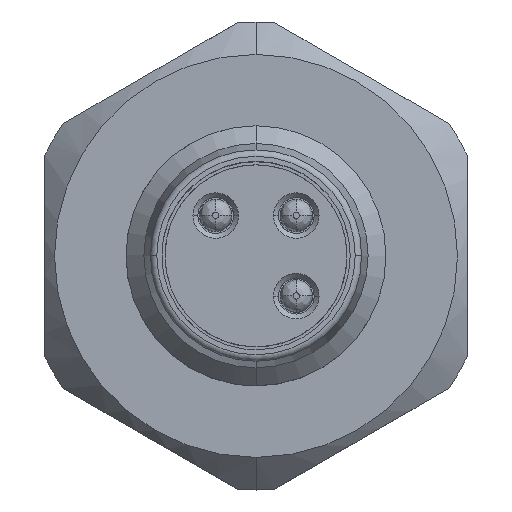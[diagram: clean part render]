
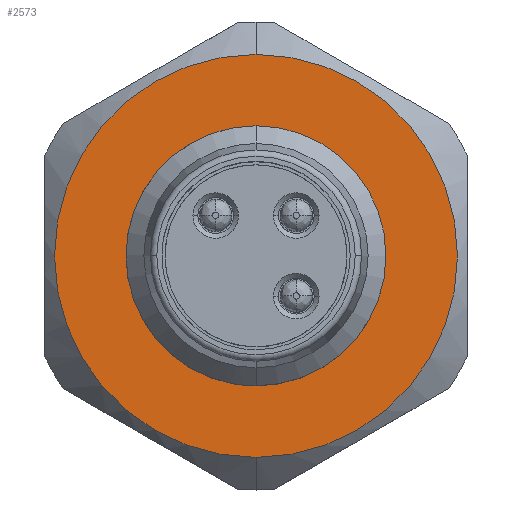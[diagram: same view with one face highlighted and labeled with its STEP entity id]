
A CAD part, top view. The second image highlights one B-rep face of the part: STEP entity #2573.
In plain terms, the highlighted planar face has unit normal (0, 0, 1).
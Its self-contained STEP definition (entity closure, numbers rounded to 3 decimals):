
#2229=AXIS2_PLACEMENT_3D('Circle Axis2P3D',#2227,#2228,$) ;
#2282=AXIS2_PLACEMENT_3D('Circle Axis2P3D',#2280,#2281,$) ;
#2549=AXIS2_PLACEMENT_3D('Plane Axis2P3D',#2546,#2547,#2548) ;
#2557=AXIS2_PLACEMENT_3D('Circle Axis2P3D',#2555,#2556,$) ;
#2566=AXIS2_PLACEMENT_3D('Circle Axis2P3D',#2564,#2565,$) ;
#2224=CARTESIAN_POINT('Vertex',(6.5,13.4,16.)) ;
#2227=CARTESIAN_POINT('Axis2P3D Location',(6.5,7.2,16.)) ;
#2231=CARTESIAN_POINT('Vertex',(6.5,1.,16.)) ;
#2280=CARTESIAN_POINT('Axis2P3D Location',(6.5,7.2,16.)) ;
#2546=CARTESIAN_POINT('Axis2P3D Location',(6.5,12.3,16.)) ;
#2555=CARTESIAN_POINT('Axis2P3D Location',(6.5,7.2,16.)) ;
#2559=CARTESIAN_POINT('Vertex',(6.5,3.2,16.)) ;
#2561=CARTESIAN_POINT('Vertex',(6.5,11.2,16.)) ;
#2564=CARTESIAN_POINT('Axis2P3D Location',(6.5,7.2,16.)) ;
#2228=DIRECTION('Axis2P3D Direction',(0.,0.,-1.)) ;
#2281=DIRECTION('Axis2P3D Direction',(0.,0.,-1.)) ;
#2547=DIRECTION('Axis2P3D Direction',(0.,0.,1.)) ;
#2548=DIRECTION('Axis2P3D XDirection',(-1.,0.,0.)) ;
#2556=DIRECTION('Axis2P3D Direction',(0.,0.,1.)) ;
#2565=DIRECTION('Axis2P3D Direction',(0.,0.,1.)) ;
#2552=ORIENTED_EDGE('',*,*,#2284,.T.) ;
#2553=ORIENTED_EDGE('',*,*,#2233,.T.) ;
#2570=ORIENTED_EDGE('',*,*,#2563,.F.) ;
#2571=ORIENTED_EDGE('',*,*,#2568,.F.) ;
#2572=FACE_BOUND('',#2569,.T.) ;
#2573=ADVANCED_FACE('V1',(#2554,#2572),#2550,.T.) ;
#2230=CIRCLE('generated circle',#2229,6.2) ;
#2283=CIRCLE('generated circle',#2282,6.2) ;
#2558=CIRCLE('generated circle',#2557,4.) ;
#2567=CIRCLE('generated circle',#2566,4.) ;
#2233=EDGE_CURVE('',#2232,#2225,#2230,.F.) ;
#2284=EDGE_CURVE('',#2225,#2232,#2283,.F.) ;
#2563=EDGE_CURVE('',#2560,#2562,#2558,.T.) ;
#2568=EDGE_CURVE('',#2562,#2560,#2567,.T.) ;
#2551=EDGE_LOOP('',(#2552,#2553)) ;
#2569=EDGE_LOOP('',(#2570,#2571)) ;
#2554=FACE_OUTER_BOUND('',#2551,.T.) ;
#2550=PLANE('',#2549) ;
#2225=VERTEX_POINT('',#2224) ;
#2232=VERTEX_POINT('',#2231) ;
#2560=VERTEX_POINT('',#2559) ;
#2562=VERTEX_POINT('',#2561) ;
